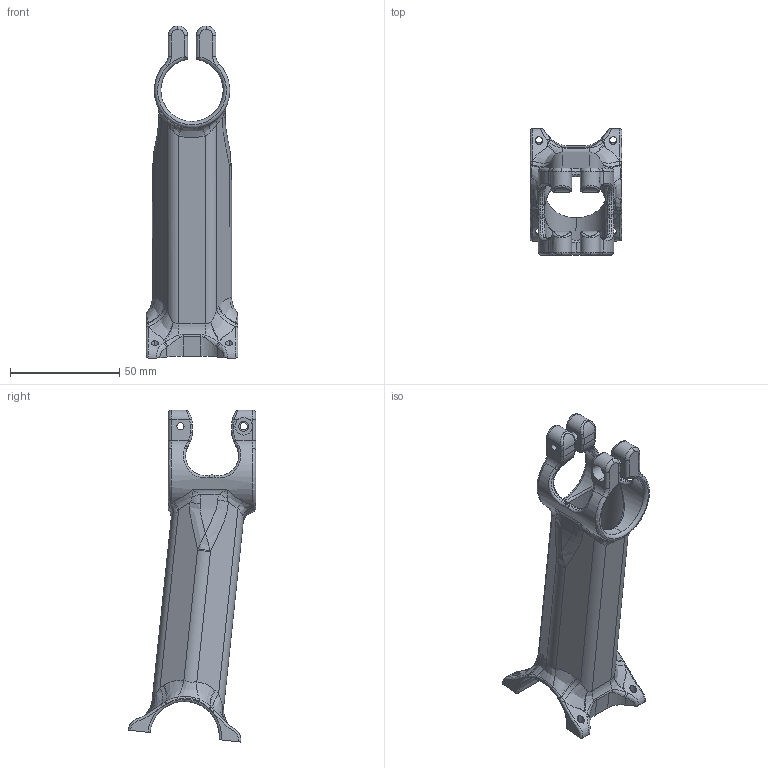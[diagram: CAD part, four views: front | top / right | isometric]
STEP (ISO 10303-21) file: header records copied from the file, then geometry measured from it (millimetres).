
FILE_DESCRIPTION (( 'STEP AP214' ), '1' );
FILE_NAME ('Stem.STEP', '2013-07-10T09:58:07', ( '.' ), ( '..' ), 'SwSTEP 2.0', 'SolidWorks 2011', '' );
FILE_SCHEMA (( 'AUTOMOTIVE_DESIGN' ));
Length unit declared in the file: millimetre
Products named in the file (1): Stem
Bounding box: 42 x 58.37 x 152.21 mm (x, y, z)
Volume: 40983.5 mm3; surface area: 29951.1 mm2
Topology: 1 solids, 1 shells, 323 faces, 786 edges, 449 vertices
Faces by surface type: bspline 140, cylinder 96, plane 40, torus 36, sphere 11
Entity records: 20711 total; most frequent: CARTESIAN_POINT 13135, ORIENTED_EDGE 1544, DIRECTION 1168, EDGE_CURVE 772, AXIS2_PLACEMENT_3D 502, VERTEX_POINT 449, EDGE_LOOP 339, ADVANCED_FACE 323
